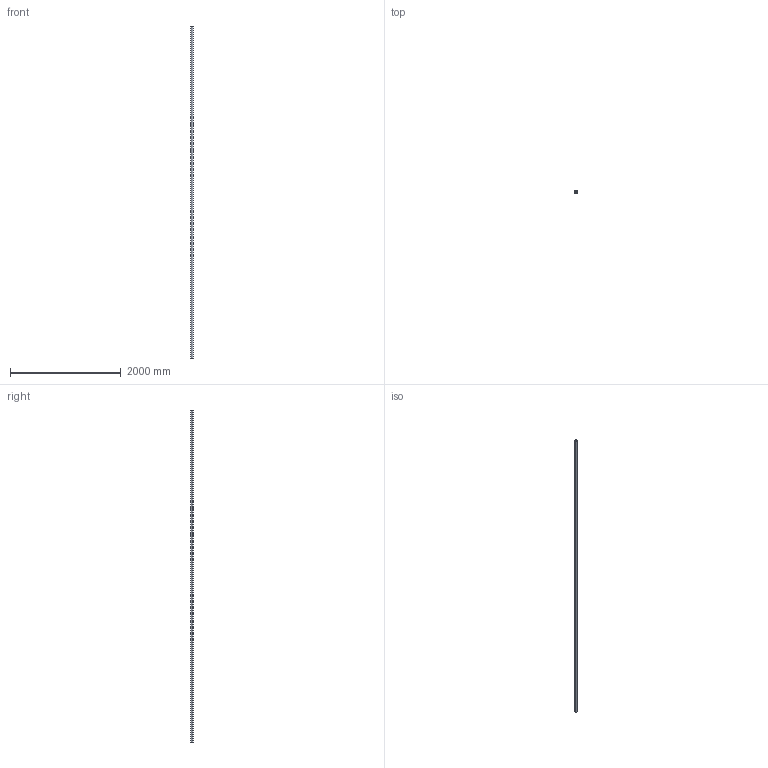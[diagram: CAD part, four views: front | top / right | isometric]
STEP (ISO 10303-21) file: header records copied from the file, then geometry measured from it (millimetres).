
FILE_DESCRIPTION (( 'STEP AP203' ), '1' );
FILE_NAME ('55150-240.step', '2015-09-17T15:35:15', ( '' ), ( '' ), 'SwSTEP 2.0', 'SolidWorks 2015', '' );
FILE_SCHEMA (( 'CONFIG_CONTROL_DESIGN' ));
Length unit declared in the file: millimetre
Products named in the file (1): 55150-240
Bounding box: 48.3 x 48.3 x 6000 mm (x, y, z)
Volume: 2239703.8 mm3; surface area: 1723615.1 mm2
Topology: 1 solids, 1 shells, 226 faces, 603 edges, 402 vertices
Faces by surface type: plane 126, bspline 96, cylinder 4
Entity records: 12496 total; most frequent: CARTESIAN_POINT 7424, ORIENTED_EDGE 1206, DIRECTION 681, EDGE_CURVE 603, VECTOR 403, LINE 403, VERTEX_POINT 402, EDGE_LOOP 251
